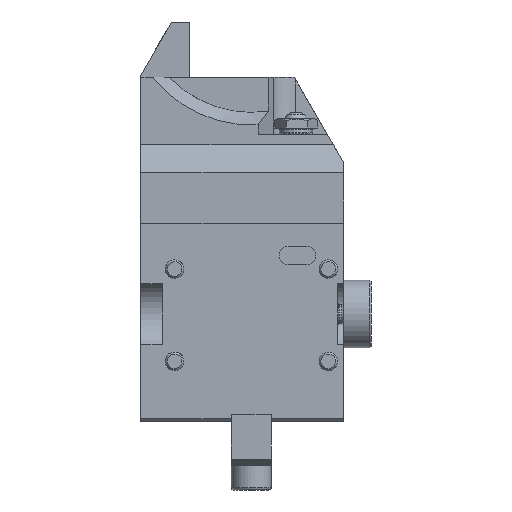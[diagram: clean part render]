
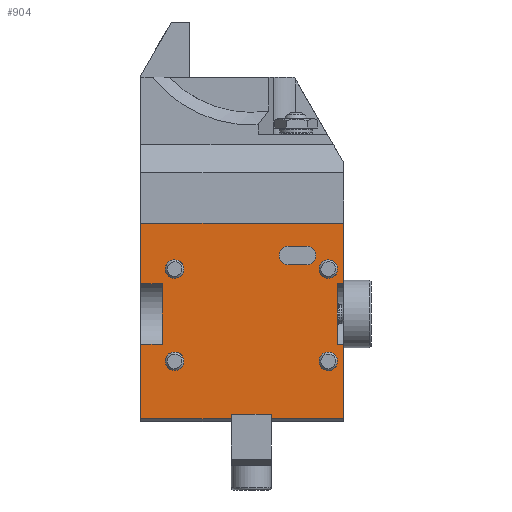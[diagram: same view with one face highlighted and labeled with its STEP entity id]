
A CAD part, left-side view. The second image highlights one B-rep face of the part: STEP entity #904.
In plain terms, the highlighted planar face has unit normal (-1, 0, 0).
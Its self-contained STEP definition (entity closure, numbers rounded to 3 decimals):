
#129=LINE('',#5033,#426);
#130=LINE('',#5038,#427);
#131=LINE('',#5041,#428);
#132=LINE('',#5044,#429);
#133=LINE('',#5046,#430);
#134=LINE('',#5048,#431);
#135=LINE('',#5050,#432);
#136=LINE('',#5052,#433);
#137=LINE('',#5054,#434);
#138=LINE('',#5056,#435);
#139=LINE('',#5058,#436);
#140=LINE('',#5060,#437);
#141=LINE('',#5062,#438);
#142=LINE('',#5064,#439);
#426=VECTOR('',#4036,1.);
#427=VECTOR('',#4039,1.);
#428=VECTOR('',#4042,1.);
#429=VECTOR('',#4043,1.);
#430=VECTOR('',#4044,1.);
#431=VECTOR('',#4045,1.);
#432=VECTOR('',#4046,1.);
#433=VECTOR('',#4047,1.);
#434=VECTOR('',#4048,1.);
#435=VECTOR('',#4049,1.);
#436=VECTOR('',#4050,1.);
#437=VECTOR('',#4051,1.);
#438=VECTOR('',#4052,1.);
#439=VECTOR('',#4053,1.);
#782=FACE_BOUND('',#1389,.T.);
#783=FACE_BOUND('',#1390,.T.);
#784=FACE_BOUND('',#1391,.T.);
#785=FACE_BOUND('',#1392,.T.);
#786=FACE_BOUND('',#1393,.T.);
#787=FACE_BOUND('',#1394,.T.);
#904=ADVANCED_FACE('',(#782,#783,#784,#785,#786,#787),#1070,.T.);
#1070=PLANE('',#3516);
#1389=EDGE_LOOP('',(#1778));
#1390=EDGE_LOOP('',(#1779));
#1391=EDGE_LOOP('',(#1780));
#1392=EDGE_LOOP('',(#1781));
#1393=EDGE_LOOP('',(#1782,#1783,#1784,#1785));
#1394=EDGE_LOOP('',(#1786,#1787,#1788,#1789,#1790,#1791,#1792,#1793,#1794,
#1795,#1796,#1797));
#1778=ORIENTED_EDGE('',*,*,#2923,.T.);
#1779=ORIENTED_EDGE('',*,*,#2924,.T.);
#1780=ORIENTED_EDGE('',*,*,#2925,.T.);
#1781=ORIENTED_EDGE('',*,*,#2926,.T.);
#1782=ORIENTED_EDGE('',*,*,#2927,.T.);
#1783=ORIENTED_EDGE('',*,*,#2928,.F.);
#1784=ORIENTED_EDGE('',*,*,#2929,.F.);
#1785=ORIENTED_EDGE('',*,*,#2930,.F.);
#1786=ORIENTED_EDGE('',*,*,#2931,.F.);
#1787=ORIENTED_EDGE('',*,*,#2932,.T.);
#1788=ORIENTED_EDGE('',*,*,#2933,.T.);
#1789=ORIENTED_EDGE('',*,*,#2934,.F.);
#1790=ORIENTED_EDGE('',*,*,#2935,.F.);
#1791=ORIENTED_EDGE('',*,*,#2936,.F.);
#1792=ORIENTED_EDGE('',*,*,#2937,.T.);
#1793=ORIENTED_EDGE('',*,*,#2938,.T.);
#1794=ORIENTED_EDGE('',*,*,#2939,.F.);
#1795=ORIENTED_EDGE('',*,*,#2940,.F.);
#1796=ORIENTED_EDGE('',*,*,#2941,.F.);
#1797=ORIENTED_EDGE('',*,*,#2942,.F.);
#2580=VERTEX_POINT('',#5026);
#2581=VERTEX_POINT('',#5028);
#2582=VERTEX_POINT('',#5030);
#2583=VERTEX_POINT('',#5032);
#2584=VERTEX_POINT('',#5034);
#2585=VERTEX_POINT('',#5035);
#2586=VERTEX_POINT('',#5037);
#2587=VERTEX_POINT('',#5039);
#2588=VERTEX_POINT('',#5042);
#2589=VERTEX_POINT('',#5043);
#2590=VERTEX_POINT('',#5045);
#2591=VERTEX_POINT('',#5047);
#2592=VERTEX_POINT('',#5049);
#2593=VERTEX_POINT('',#5051);
#2594=VERTEX_POINT('',#5053);
#2595=VERTEX_POINT('',#5055);
#2596=VERTEX_POINT('',#5057);
#2597=VERTEX_POINT('',#5059);
#2598=VERTEX_POINT('',#5061);
#2599=VERTEX_POINT('',#5063);
#2923=EDGE_CURVE('',#2580,#2580,#3311,.T.);
#2924=EDGE_CURVE('',#2581,#2581,#3312,.T.);
#2925=EDGE_CURVE('',#2582,#2582,#3313,.T.);
#2926=EDGE_CURVE('',#2583,#2583,#3314,.T.);
#2927=EDGE_CURVE('',#2584,#2585,#129,.T.);
#2928=EDGE_CURVE('',#2586,#2585,#3315,.T.);
#2929=EDGE_CURVE('',#2587,#2586,#130,.T.);
#2930=EDGE_CURVE('',#2584,#2587,#3316,.T.);
#2931=EDGE_CURVE('',#2588,#2589,#131,.T.);
#2932=EDGE_CURVE('',#2588,#2590,#132,.T.);
#2933=EDGE_CURVE('',#2590,#2591,#133,.T.);
#2934=EDGE_CURVE('',#2592,#2591,#134,.T.);
#2935=EDGE_CURVE('',#2593,#2592,#135,.T.);
#2936=EDGE_CURVE('',#2594,#2593,#136,.T.);
#2937=EDGE_CURVE('',#2594,#2595,#137,.T.);
#2938=EDGE_CURVE('',#2595,#2596,#138,.T.);
#2939=EDGE_CURVE('',#2597,#2596,#139,.T.);
#2940=EDGE_CURVE('',#2598,#2597,#140,.T.);
#2941=EDGE_CURVE('',#2599,#2598,#141,.T.);
#2942=EDGE_CURVE('',#2589,#2599,#142,.T.);
#3311=CIRCLE('',#3510,3.);
#3312=CIRCLE('',#3511,3.);
#3313=CIRCLE('',#3512,3.);
#3314=CIRCLE('',#3513,3.);
#3315=CIRCLE('',#3514,3.);
#3316=CIRCLE('',#3515,3.);
#3510=AXIS2_PLACEMENT_3D('',#5025,#4028,#4029);
#3511=AXIS2_PLACEMENT_3D('',#5027,#4030,#4031);
#3512=AXIS2_PLACEMENT_3D('',#5029,#4032,#4033);
#3513=AXIS2_PLACEMENT_3D('',#5031,#4034,#4035);
#3514=AXIS2_PLACEMENT_3D('',#5036,#4037,#4038);
#3515=AXIS2_PLACEMENT_3D('',#5040,#4040,#4041);
#3516=AXIS2_PLACEMENT_3D('',#5065,#4054,#4055);
#4028=DIRECTION('',(1.,0.,0.));
#4029=DIRECTION('',(0.,0.,1.));
#4030=DIRECTION('',(1.,0.,0.));
#4031=DIRECTION('',(0.,0.,1.));
#4032=DIRECTION('',(1.,0.,0.));
#4033=DIRECTION('',(0.,0.,1.));
#4034=DIRECTION('',(1.,0.,0.));
#4035=DIRECTION('',(0.,0.,1.));
#4036=DIRECTION('',(0.,1.,0.));
#4037=DIRECTION('',(-1.,0.,0.));
#4038=DIRECTION('',(0.,1.,0.));
#4039=DIRECTION('',(0.,1.,0.));
#4040=DIRECTION('',(-1.,0.,0.));
#4041=DIRECTION('',(0.,1.,0.));
#4042=DIRECTION('',(0.,0.,-1.));
#4043=DIRECTION('',(0.,1.,0.));
#4044=DIRECTION('',(0.,0.,-1.));
#4045=DIRECTION('',(0.,1.,0.));
#4046=DIRECTION('',(0.,0.,1.));
#4047=DIRECTION('',(0.,-1.,0.));
#4048=DIRECTION('',(0.,0.,-1.));
#4049=DIRECTION('',(0.,-1.,0.));
#4050=DIRECTION('',(0.,0.,-1.));
#4051=DIRECTION('',(0.,-1.,0.));
#4052=DIRECTION('',(0.,0.,-1.));
#4053=DIRECTION('',(0.,1.,0.));
#4054=DIRECTION('',(-1.,0.,0.));
#4055=DIRECTION('',(0.,1.,0.));
#5025=CARTESIAN_POINT('',(0.,-25.,-20.663));
#5026=CARTESIAN_POINT('',(0.,-25.,-17.663));
#5027=CARTESIAN_POINT('',(0.,25.,-20.663));
#5028=CARTESIAN_POINT('',(0.,25.,-17.663));
#5029=CARTESIAN_POINT('',(0.,-25.,-50.663));
#5030=CARTESIAN_POINT('',(0.,-25.,-47.663));
#5031=CARTESIAN_POINT('',(0.,25.,-50.663));
#5032=CARTESIAN_POINT('',(0.,25.,-47.663));
#5033=CARTESIAN_POINT('',(0.,-15.,-19.263));
#5034=CARTESIAN_POINT('',(0.,-18.,-19.263));
#5035=CARTESIAN_POINT('',(0.,-12.,-19.263));
#5036=CARTESIAN_POINT('',(0.,-12.,-16.263));
#5037=CARTESIAN_POINT('',(0.,-12.,-13.263));
#5038=CARTESIAN_POINT('',(0.,-15.,-13.263));
#5039=CARTESIAN_POINT('',(0.,-18.,-13.263));
#5040=CARTESIAN_POINT('',(0.,-18.,-16.263));
#5041=CARTESIAN_POINT('',(0.,-30.,0.));
#5042=CARTESIAN_POINT('',(0.,-30.,-2.985));
#5043=CARTESIAN_POINT('',(0.,-30.,-25.449));
#5044=CARTESIAN_POINT('',(0.,-34.,-2.985));
#5045=CARTESIAN_POINT('',(0.,36.,-2.985));
#5046=CARTESIAN_POINT('',(0.,36.,0.));
#5047=CARTESIAN_POINT('',(0.,36.,-25.449));
#5048=CARTESIAN_POINT('',(0.,36.,-25.449));
#5049=CARTESIAN_POINT('',(0.,29.,-25.449));
#5050=CARTESIAN_POINT('',(0.,29.,0.));
#5051=CARTESIAN_POINT('',(0.,29.,-45.077));
#5052=CARTESIAN_POINT('',(0.,36.,-45.077));
#5053=CARTESIAN_POINT('',(0.,36.,-45.077));
#5054=CARTESIAN_POINT('',(0.,36.,0.));
#5055=CARTESIAN_POINT('',(0.,36.,-69.263));
#5056=CARTESIAN_POINT('',(0.,36.,-69.263));
#5057=CARTESIAN_POINT('',(0.,-30.,-69.263));
#5058=CARTESIAN_POINT('',(0.,-30.,0.));
#5059=CARTESIAN_POINT('',(0.,-30.,-45.077));
#5060=CARTESIAN_POINT('',(0.,-30.,-45.077));
#5061=CARTESIAN_POINT('',(0.,-28.,-45.077));
#5062=CARTESIAN_POINT('',(0.,-28.,0.));
#5063=CARTESIAN_POINT('',(0.,-28.,-25.449));
#5064=CARTESIAN_POINT('',(0.,-30.,-25.449));
#5065=CARTESIAN_POINT('',(0.,36.,0.));
